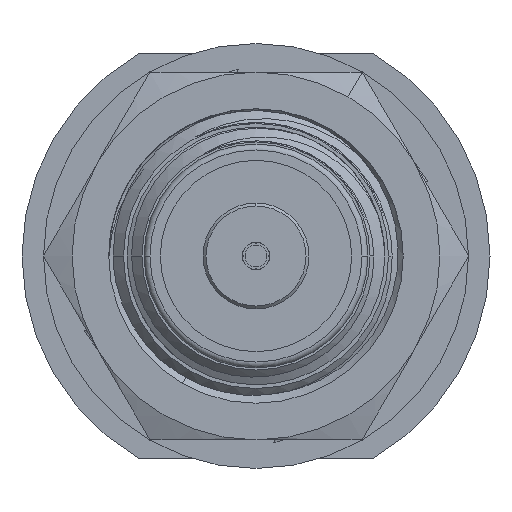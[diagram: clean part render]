
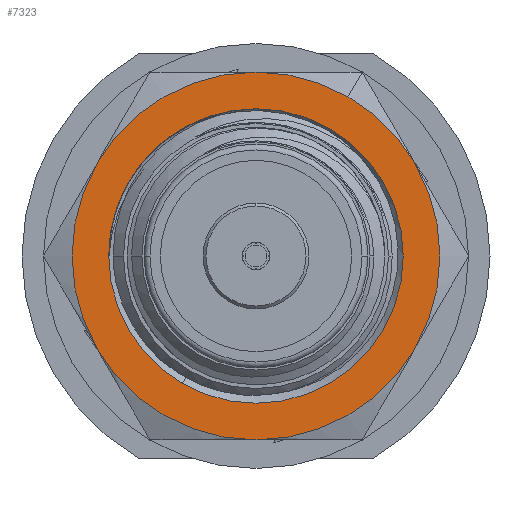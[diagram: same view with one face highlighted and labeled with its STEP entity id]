
A CAD part, left-side view. The second image highlights one B-rep face of the part: STEP entity #7323.
In plain terms, the highlighted planar face has unit normal (-1, 0, 0).
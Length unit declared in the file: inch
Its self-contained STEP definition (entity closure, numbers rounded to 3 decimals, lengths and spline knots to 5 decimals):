
#27 = VERTEX_POINT ( 'NONE', #10981 ) ;
#150 = CARTESIAN_POINT ( 'NONE',  ( 0.43641, 0., -0.3125 ) ) ;
#440 = AXIS2_PLACEMENT_3D ( 'NONE', #4789, #3990, #4962 ) ;
#492 = CIRCLE ( 'NONE', #11029, 0.3125 ) ;
#644 = DIRECTION ( 'NONE',  ( 1., 0., 0. ) ) ;
#702 = EDGE_CURVE ( 'NONE', #9655, #6112, #1277, .T. ) ;
#707 = CARTESIAN_POINT ( 'NONE',  ( 0.43641, 0.27063, 0.15625 ) ) ;
#789 = FACE_OUTER_BOUND ( 'NONE', #8948, .T. ) ;
#813 = VERTEX_POINT ( 'NONE', #6919 ) ;
#821 = EDGE_CURVE ( 'NONE', #27, #8645, #3102, .T. ) ;
#982 = CARTESIAN_POINT ( 'NONE',  ( 0.43641, 0., 0. ) ) ;
#1128 = CARTESIAN_POINT ( 'NONE',  ( 0.43641, 0.12507, -0.21663 ) ) ;
#1277 = CIRCLE ( 'NONE', #440, 0.3125 ) ;
#1391 = AXIS2_PLACEMENT_3D ( 'NONE', #4850, #3846, #2897 ) ;
#1608 = CIRCLE ( 'NONE', #3628, 0.3125 ) ;
#1826 = AXIS2_PLACEMENT_3D ( 'NONE', #10311, #11204, #7597 ) ;
#1889 = AXIS2_PLACEMENT_3D ( 'NONE', #5956, #6069, #3316 ) ;
#1891 = VERTEX_POINT ( 'NONE', #1128 ) ;
#2006 = CARTESIAN_POINT ( 'NONE',  ( 0.43641, 0., 0. ) ) ;
#2204 = EDGE_CURVE ( 'NONE', #8645, #8835, #1608, .T. ) ;
#2233 = CARTESIAN_POINT ( 'NONE',  ( 0.43641, 0., 0. ) ) ;
#2305 = CARTESIAN_POINT ( 'NONE',  ( 0.43641, -0.27063, -0.15625 ) ) ;
#2348 = DIRECTION ( 'NONE',  ( 1., 0., 0. ) ) ;
#2490 = EDGE_CURVE ( 'NONE', #1891, #5165, #4868, .T. ) ;
#2791 = ORIENTED_EDGE ( 'NONE', *, *, #821, .T. ) ;
#2897 = DIRECTION ( 'NONE',  ( 0., -0.5, 0.866 ) ) ;
#3102 = CIRCLE ( 'NONE', #1889, 0.3125 ) ;
#3201 = EDGE_CURVE ( 'NONE', #5256, #813, #10295, .T. ) ;
#3297 = ORIENTED_EDGE ( 'NONE', *, *, #2204, .T. ) ;
#3316 = DIRECTION ( 'NONE',  ( 0., -0.5, 0.866 ) ) ;
#3377 = CARTESIAN_POINT ( 'NONE',  ( 0.43641, 0., 0. ) ) ;
#3585 = CARTESIAN_POINT ( 'NONE',  ( 0.43641, 0., 0. ) ) ;
#3628 = AXIS2_PLACEMENT_3D ( 'NONE', #982, #3827, #3673 ) ;
#3673 = DIRECTION ( 'NONE',  ( 0., -0.5, 0.866 ) ) ;
#3811 = AXIS2_PLACEMENT_3D ( 'NONE', #3377, #644, #5476 ) ;
#3827 = DIRECTION ( 'NONE',  ( -1., 0., 0. ) ) ;
#3846 = DIRECTION ( 'NONE',  ( -1., 0., 0. ) ) ;
#3990 = DIRECTION ( 'NONE',  ( -1., 0., 0. ) ) ;
#4132 = ORIENTED_EDGE ( 'NONE', *, *, #8775, .T. ) ;
#4274 = AXIS2_PLACEMENT_3D ( 'NONE', #3585, #9038, #6373 ) ;
#4334 = EDGE_LOOP ( 'NONE', ( #8262, #4132 ) ) ;
#4395 = AXIS2_PLACEMENT_3D ( 'NONE', #7953, #6102, #7025 ) ;
#4493 = CARTESIAN_POINT ( 'NONE',  ( 0.43641, -0.15625, 0.27063 ) ) ;
#4789 = CARTESIAN_POINT ( 'NONE',  ( 0.43641, 0., 0. ) ) ;
#4850 = CARTESIAN_POINT ( 'NONE',  ( 0.43641, 0., 0. ) ) ;
#4868 = CIRCLE ( 'NONE', #4395, 0.25015 ) ;
#4962 = DIRECTION ( 'NONE',  ( 0., -0.5, 0.866 ) ) ;
#5134 = DIRECTION ( 'NONE',  ( 0., -0.5, 0.866 ) ) ;
#5165 = VERTEX_POINT ( 'NONE', #11273 ) ;
#5256 = VERTEX_POINT ( 'NONE', #707 ) ;
#5307 = CIRCLE ( 'NONE', #1826, 0.25015 ) ;
#5476 = DIRECTION ( 'NONE',  ( 0., -0.5, 0.866 ) ) ;
#5956 = CARTESIAN_POINT ( 'NONE',  ( 0.43641, 0., 0. ) ) ;
#6069 = DIRECTION ( 'NONE',  ( -1., 0., 0. ) ) ;
#6102 = DIRECTION ( 'NONE',  ( 1., 0., 0. ) ) ;
#6112 = VERTEX_POINT ( 'NONE', #2305 ) ;
#6174 = CIRCLE ( 'NONE', #7659, 0.3125 ) ;
#6373 = DIRECTION ( 'NONE',  ( 0., -0.5, 0.866 ) ) ;
#6692 = DIRECTION ( 'NONE',  ( -1., 0., 0. ) ) ;
#6919 = CARTESIAN_POINT ( 'NONE',  ( 0.43641, 0.27063, -0.15625 ) ) ;
#6965 = PLANE ( 'NONE',  #3811 ) ;
#7025 = DIRECTION ( 'NONE',  ( 0., -0.5, 0.866 ) ) ;
#7104 = ORIENTED_EDGE ( 'NONE', *, *, #10732, .F. ) ;
#7323 = ADVANCED_FACE ( 'NONE', ( #10929, #789 ), #6965, .F. ) ;
#7597 = DIRECTION ( 'NONE',  ( 0., -0.5, 0.866 ) ) ;
#7659 = AXIS2_PLACEMENT_3D ( 'NONE', #2006, #6692, #11051 ) ;
#7677 = CARTESIAN_POINT ( 'NONE',  ( 0.43641, 0., 0.3125 ) ) ;
#7953 = CARTESIAN_POINT ( 'NONE',  ( 0.43641, 0., 0. ) ) ;
#8108 = CIRCLE ( 'NONE', #1391, 0.3125 ) ;
#8262 = ORIENTED_EDGE ( 'NONE', *, *, #2490, .T. ) ;
#8645 = VERTEX_POINT ( 'NONE', #4493 ) ;
#8703 = EDGE_CURVE ( 'NONE', #8835, #5256, #8108, .T. ) ;
#8775 = EDGE_CURVE ( 'NONE', #5165, #1891, #5307, .T. ) ;
#8835 = VERTEX_POINT ( 'NONE', #7677 ) ;
#8948 = EDGE_LOOP ( 'NONE', ( #2791, #3297, #9775, #10646, #9270, #10109, #7104 ) ) ;
#9038 = DIRECTION ( 'NONE',  ( -1., 0., 0. ) ) ;
#9270 = ORIENTED_EDGE ( 'NONE', *, *, #10310, .T. ) ;
#9655 = VERTEX_POINT ( 'NONE', #150 ) ;
#9775 = ORIENTED_EDGE ( 'NONE', *, *, #8703, .T. ) ;
#10109 = ORIENTED_EDGE ( 'NONE', *, *, #702, .T. ) ;
#10295 = CIRCLE ( 'NONE', #4274, 0.3125 ) ;
#10310 = EDGE_CURVE ( 'NONE', #813, #9655, #6174, .T. ) ;
#10311 = CARTESIAN_POINT ( 'NONE',  ( 0.43641, 0., 0. ) ) ;
#10646 = ORIENTED_EDGE ( 'NONE', *, *, #3201, .T. ) ;
#10732 = EDGE_CURVE ( 'NONE', #27, #6112, #492, .T. ) ;
#10929 = FACE_BOUND ( 'NONE', #4334, .T. ) ;
#10981 = CARTESIAN_POINT ( 'NONE',  ( 0.43641, -0.27063, 0.15625 ) ) ;
#11029 = AXIS2_PLACEMENT_3D ( 'NONE', #2233, #2348, #5134 ) ;
#11051 = DIRECTION ( 'NONE',  ( 0., -0.5, 0.866 ) ) ;
#11204 = DIRECTION ( 'NONE',  ( 1., 0., 0. ) ) ;
#11273 = CARTESIAN_POINT ( 'NONE',  ( 0.43641, -0.12507, 0.21663 ) ) ;
